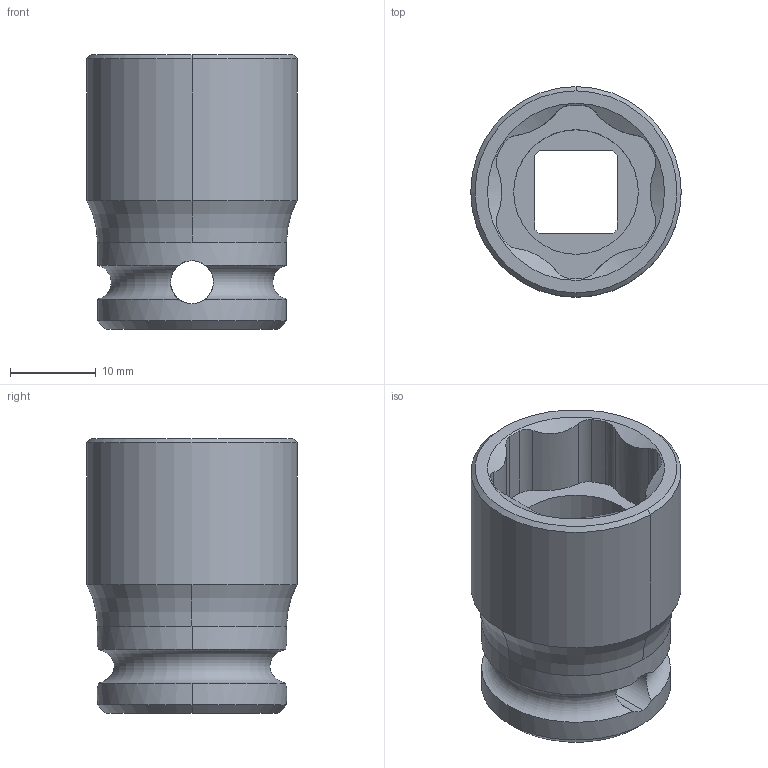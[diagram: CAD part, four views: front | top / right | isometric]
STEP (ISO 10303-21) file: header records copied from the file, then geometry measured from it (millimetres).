
FILE_DESCRIPTION((''),'2;1');
FILE_NAME('4027121417','2023-09-11T14:19:15',('a00565553'),(''),'CREO PARAMETRIC BY PTC INC, 2022414','CREO PARAMETRIC BY PTC INC, 2022414','');
FILE_SCHEMA(('CONFIG_CONTROL_DESIGN','GEOMETRIC_VALIDATION_PROPERTIES_MIM'));
Length unit declared in the file: millimetre
Products named in the file (1): 4027121417
Bounding box: 24.5 x 24.5 x 32 mm (x, y, z)
Volume: 7790.3 mm3; surface area: 4599.2 mm2
Topology: 1 solids, 1 shells, 68 faces, 187 edges, 120 vertices
Faces by surface type: cylinder 41, plane 13, cone 10, torus 4
Entity records: 2539 total; most frequent: CARTESIAN_POINT 701, ORIENTED_EDGE 374, DIRECTION 356, EDGE_CURVE 187, AXIS2_PLACEMENT_3D 146, VERTEX_POINT 120, CIRCLE 78, EDGE_LOOP 73
